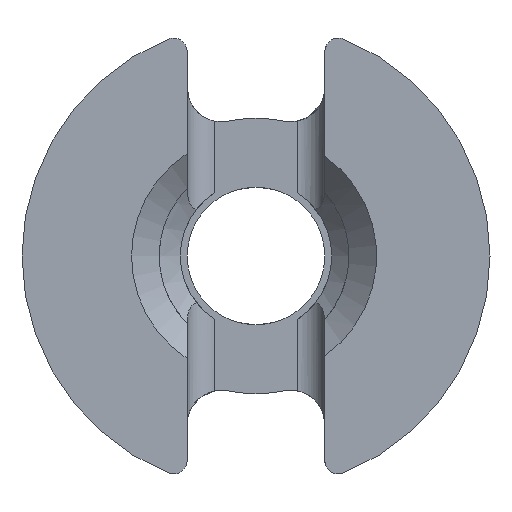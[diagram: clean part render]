
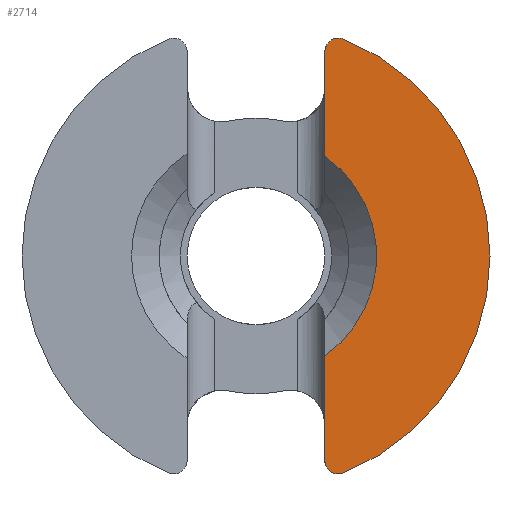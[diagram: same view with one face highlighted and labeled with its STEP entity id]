
A CAD part, front view. The second image highlights one B-rep face of the part: STEP entity #2714.
In plain terms, the highlighted planar face has unit normal (0, -1, 0).
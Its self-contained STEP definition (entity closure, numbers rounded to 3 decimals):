
#54 = ORIENTED_EDGE ( 'NONE', *, *, #3092, .T. ) ;
#113 = VERTEX_POINT ( 'NONE', #1758 ) ;
#193 = VERTEX_POINT ( 'NONE', #4319 ) ;
#252 = VERTEX_POINT ( 'NONE', #1398 ) ;
#432 = CARTESIAN_POINT ( 'NONE',  ( 2.5, -14., -3.633 ) ) ;
#514 = DIRECTION ( 'NONE',  ( 0., 1., 0. ) ) ;
#528 = CIRCLE ( 'NONE', #1552, 8.5 ) ;
#557 = DIRECTION ( 'NONE',  ( 0., 0., -1. ) ) ;
#964 = DIRECTION ( 'NONE',  ( 0., -1., 0. ) ) ;
#1111 = VERTEX_POINT ( 'NONE', #4679 ) ;
#1296 = EDGE_LOOP ( 'NONE', ( #3608, #4591, #4569, #3748, #54, #3943, #1947 ) ) ;
#1398 = CARTESIAN_POINT ( 'NONE',  ( 2.5, -14., -7.416 ) ) ;
#1432 = DIRECTION ( 'NONE',  ( 0., -1., 0. ) ) ;
#1445 = EDGE_CURVE ( 'NONE', #2569, #113, #2401, .T. ) ;
#1461 = EDGE_CURVE ( 'NONE', #1111, #193, #2296, .T. ) ;
#1552 = AXIS2_PLACEMENT_3D ( 'NONE', #2039, #4666, #2406 ) ;
#1639 = AXIS2_PLACEMENT_3D ( 'NONE', #3657, #1432, #4035 ) ;
#1758 = CARTESIAN_POINT ( 'NONE',  ( 3., -14., 7.916 ) ) ;
#1816 = DIRECTION ( 'NONE',  ( 0., -1., 0. ) ) ;
#1835 = VECTOR ( 'NONE', #557, 1000. ) ;
#1947 = ORIENTED_EDGE ( 'NONE', *, *, #3688, .T. ) ;
#2006 = VERTEX_POINT ( 'NONE', #432 ) ;
#2013 = FACE_OUTER_BOUND ( 'NONE', #1296, .T. ) ;
#2039 = CARTESIAN_POINT ( 'NONE',  ( 0., -14., 0. ) ) ;
#2158 = CARTESIAN_POINT ( 'NONE',  ( 3., -14., 7.416 ) ) ;
#2296 = LINE ( 'NONE', #3970, #3736 ) ;
#2401 = CIRCLE ( 'NONE', #3393, 0.5 ) ;
#2406 = DIRECTION ( 'NONE',  ( 0., 0., -1. ) ) ;
#2530 = DIRECTION ( 'NONE',  ( 0., 0., -1. ) ) ;
#2569 = VERTEX_POINT ( 'NONE', #4555 ) ;
#2705 = EDGE_CURVE ( 'NONE', #252, #4083, #4773, .T. ) ;
#2714 = ADVANCED_FACE ( 'NONE', ( #2013 ), #2905, .T. ) ;
#2767 = CARTESIAN_POINT ( 'NONE',  ( -0.07, -14., 0. ) ) ;
#2827 = CARTESIAN_POINT ( 'NONE',  ( 3.187, -14., -7.88 ) ) ;
#2870 = CIRCLE ( 'NONE', #3846, 0.5 ) ;
#2905 = PLANE ( 'NONE',  #3624 ) ;
#2924 = LINE ( 'NONE', #3170, #1835 ) ;
#3092 = EDGE_CURVE ( 'NONE', #4083, #2569, #528, .T. ) ;
#3129 = DIRECTION ( 'NONE',  ( 0., 0., -1. ) ) ;
#3170 = CARTESIAN_POINT ( 'NONE',  ( 2.5, -14., 0. ) ) ;
#3212 = CARTESIAN_POINT ( 'NONE',  ( 3., -14., 7.416 ) ) ;
#3283 = CARTESIAN_POINT ( 'NONE',  ( 0., -14., 0. ) ) ;
#3393 = AXIS2_PLACEMENT_3D ( 'NONE', #3212, #964, #3590 ) ;
#3590 = DIRECTION ( 'NONE',  ( 0., 0., -1. ) ) ;
#3608 = ORIENTED_EDGE ( 'NONE', *, *, #1461, .T. ) ;
#3624 = AXIS2_PLACEMENT_3D ( 'NONE', #3283, #1816, #4437 ) ;
#3657 = CARTESIAN_POINT ( 'NONE',  ( 3., -14., -7.416 ) ) ;
#3688 = EDGE_CURVE ( 'NONE', #113, #1111, #2870, .T. ) ;
#3736 = VECTOR ( 'NONE', #4718, 1000. ) ;
#3748 = ORIENTED_EDGE ( 'NONE', *, *, #2705, .T. ) ;
#3846 = AXIS2_PLACEMENT_3D ( 'NONE', #2158, #4783, #2530 ) ;
#3942 = EDGE_CURVE ( 'NONE', #193, #2006, #4290, .T. ) ;
#3943 = ORIENTED_EDGE ( 'NONE', *, *, #1445, .T. ) ;
#3970 = CARTESIAN_POINT ( 'NONE',  ( 2.5, -14., 0. ) ) ;
#4035 = DIRECTION ( 'NONE',  ( 0., 0., -1. ) ) ;
#4083 = VERTEX_POINT ( 'NONE', #2827 ) ;
#4167 = EDGE_CURVE ( 'NONE', #2006, #252, #2924, .T. ) ;
#4290 = CIRCLE ( 'NONE', #4788, 4.45 ) ;
#4319 = CARTESIAN_POINT ( 'NONE',  ( 2.5, -14., 3.633 ) ) ;
#4437 = DIRECTION ( 'NONE',  ( 0., 0., -1. ) ) ;
#4555 = CARTESIAN_POINT ( 'NONE',  ( 3.187, -14., 7.88 ) ) ;
#4569 = ORIENTED_EDGE ( 'NONE', *, *, #4167, .T. ) ;
#4591 = ORIENTED_EDGE ( 'NONE', *, *, #3942, .T. ) ;
#4666 = DIRECTION ( 'NONE',  ( 0., -1., 0. ) ) ;
#4679 = CARTESIAN_POINT ( 'NONE',  ( 2.5, -14., 7.416 ) ) ;
#4718 = DIRECTION ( 'NONE',  ( 0., 0., -1. ) ) ;
#4773 = CIRCLE ( 'NONE', #1639, 0.5 ) ;
#4783 = DIRECTION ( 'NONE',  ( 0., -1., 0. ) ) ;
#4788 = AXIS2_PLACEMENT_3D ( 'NONE', #2767, #514, #3129 ) ;
